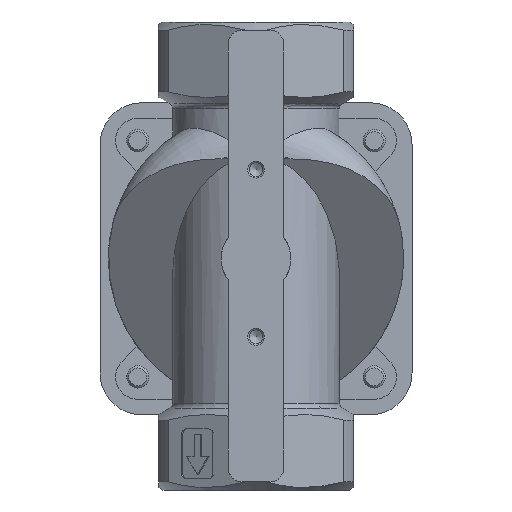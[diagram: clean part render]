
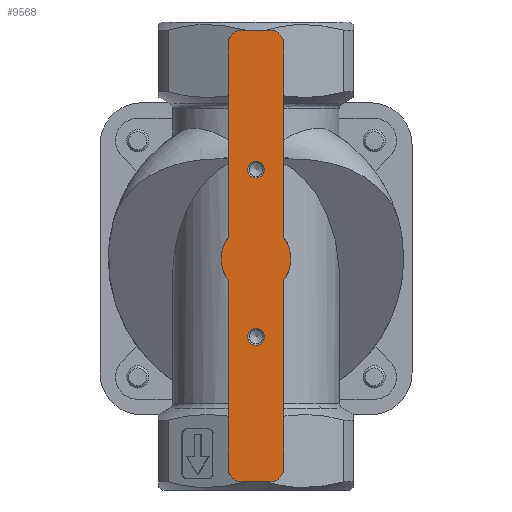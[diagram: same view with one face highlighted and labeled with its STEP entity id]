
A CAD part, front view. The second image highlights one B-rep face of the part: STEP entity #9568.
In plain terms, the highlighted planar face has unit normal (0, -1, 0).
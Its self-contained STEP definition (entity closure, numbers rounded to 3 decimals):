
#475=LINE('',#16686,#1398);
#478=LINE('',#16692,#1401);
#480=LINE('',#16696,#1403);
#482=LINE('',#16702,#1405);
#485=LINE('',#16710,#1408);
#487=LINE('',#16716,#1410);
#1398=VECTOR('',#13457,1000.);
#1401=VECTOR('',#13462,1000.);
#1403=VECTOR('',#13466,1000.);
#1405=VECTOR('',#13474,1000.);
#1408=VECTOR('',#13483,1000.);
#1410=VECTOR('',#13491,1000.);
#2637=ORIENTED_EDGE('',*,*,#5249,.F.);
#2638=ORIENTED_EDGE('',*,*,#5250,.F.);
#2639=ORIENTED_EDGE('',*,*,#5236,.F.);
#2640=ORIENTED_EDGE('',*,*,#5238,.F.);
#2641=ORIENTED_EDGE('',*,*,#5243,.F.);
#2642=ORIENTED_EDGE('',*,*,#5241,.F.);
#2643=ORIENTED_EDGE('',*,*,#5239,.F.);
#2644=ORIENTED_EDGE('',*,*,#5229,.F.);
#2645=ORIENTED_EDGE('',*,*,#5234,.F.);
#2646=ORIENTED_EDGE('',*,*,#5248,.F.);
#2647=ORIENTED_EDGE('',*,*,#5246,.F.);
#2648=ORIENTED_EDGE('',*,*,#5245,.F.);
#2649=ORIENTED_EDGE('',*,*,#5231,.F.);
#2650=ORIENTED_EDGE('',*,*,#5226,.F.);
#5226=EDGE_CURVE('',#6551,#6552,#7363,.T.);
#5229=EDGE_CURVE('',#6553,#6554,#7364,.T.);
#5231=EDGE_CURVE('',#6552,#6555,#475,.T.);
#5234=EDGE_CURVE('',#6556,#6553,#478,.T.);
#5236=EDGE_CURVE('',#6557,#6551,#480,.T.);
#5238=EDGE_CURVE('',#6558,#6557,#7365,.T.);
#5239=EDGE_CURVE('',#6554,#6559,#482,.T.);
#5241=EDGE_CURVE('',#6559,#6560,#7366,.T.);
#5243=EDGE_CURVE('',#6560,#6558,#485,.T.);
#5245=EDGE_CURVE('',#6555,#6561,#7367,.T.);
#5246=EDGE_CURVE('',#6561,#6562,#487,.T.);
#5248=EDGE_CURVE('',#6562,#6556,#7368,.T.);
#5249=EDGE_CURVE('',#6563,#6563,#7369,.T.);
#5250=EDGE_CURVE('',#6564,#6564,#7370,.T.);
#6551=VERTEX_POINT('',#16675);
#6552=VERTEX_POINT('',#16677);
#6553=VERTEX_POINT('',#16681);
#6554=VERTEX_POINT('',#16683);
#6555=VERTEX_POINT('',#16687);
#6556=VERTEX_POINT('',#16691);
#6557=VERTEX_POINT('',#16695);
#6558=VERTEX_POINT('',#16699);
#6559=VERTEX_POINT('',#16703);
#6560=VERTEX_POINT('',#16707);
#6561=VERTEX_POINT('',#16713);
#6562=VERTEX_POINT('',#16717);
#6563=VERTEX_POINT('',#16723);
#6564=VERTEX_POINT('',#16725);
#7363=CIRCLE('',#12204,12.5);
#7364=CIRCLE('',#12206,12.5);
#7365=CIRCLE('',#12211,5.);
#7366=CIRCLE('',#12214,5.);
#7367=CIRCLE('',#12217,5.);
#7368=CIRCLE('',#12220,5.);
#7369=CIRCLE('',#12222,3.);
#7370=CIRCLE('',#12223,3.);
#7707=EDGE_LOOP('',(#2637));
#7708=EDGE_LOOP('',(#2638));
#7709=EDGE_LOOP('',(#2639,#2640,#2641,#2642,#2643,#2644,#2645,#2646,#2647,
#2648,#2649,#2650));
#8441=FACE_BOUND('',#7707,.T.);
#8442=FACE_BOUND('',#7708,.T.);
#8443=FACE_BOUND('',#7709,.T.);
#9129=PLANE('',#12221);
#9568=ADVANCED_FACE('',(#8441,#8442,#8443),#9129,.F.);
#12204=AXIS2_PLACEMENT_3D('',#16676,#13446,#13447);
#12206=AXIS2_PLACEMENT_3D('',#16682,#13452,#13453);
#12211=AXIS2_PLACEMENT_3D('',#16700,#13470,#13471);
#12214=AXIS2_PLACEMENT_3D('',#16706,#13478,#13479);
#12217=AXIS2_PLACEMENT_3D('',#16714,#13487,#13488);
#12220=AXIS2_PLACEMENT_3D('',#16720,#13495,#13496);
#12221=AXIS2_PLACEMENT_3D('',#16721,#13497,#13498);
#12222=AXIS2_PLACEMENT_3D('',#16722,#13499,#13500);
#12223=AXIS2_PLACEMENT_3D('',#16724,#13501,#13502);
#13446=DIRECTION('',(0.,1.,0.));
#13447=DIRECTION('',(1.,0.,0.));
#13452=DIRECTION('',(0.,1.,0.));
#13453=DIRECTION('',(1.,0.,0.));
#13457=DIRECTION('',(0.,0.,1.));
#13462=DIRECTION('',(0.,0.,-1.));
#13466=DIRECTION('',(0.,0.,1.));
#13470=DIRECTION('',(0.,1.,0.));
#13471=DIRECTION('',(1.,0.,0.));
#13474=DIRECTION('',(0.,0.,-1.));
#13478=DIRECTION('',(0.,1.,0.));
#13479=DIRECTION('',(1.,0.,0.));
#13483=DIRECTION('',(-1.,0.,0.));
#13487=DIRECTION('',(0.,1.,0.));
#13488=DIRECTION('',(1.,0.,0.));
#13491=DIRECTION('',(1.,0.,0.));
#13495=DIRECTION('',(0.,1.,0.));
#13496=DIRECTION('',(1.,0.,0.));
#13497=DIRECTION('',(0.,1.,0.));
#13498=DIRECTION('',(0.,0.,1.));
#13499=DIRECTION('',(0.,-1.,0.));
#13500=DIRECTION('',(0.,0.,-1.));
#13501=DIRECTION('',(0.,-1.,0.));
#13502=DIRECTION('',(0.,0.,-1.));
#16675=CARTESIAN_POINT('',(-10.,-38.5,-8.5));
#16676=CARTESIAN_POINT('',(0.,-38.5,-1.));
#16677=CARTESIAN_POINT('',(-10.,-38.5,6.5));
#16681=CARTESIAN_POINT('',(10.,-38.5,6.5));
#16682=CARTESIAN_POINT('',(0.,-38.5,-1.));
#16683=CARTESIAN_POINT('',(10.,-38.5,-8.5));
#16686=CARTESIAN_POINT('',(-10.,-38.5,6.5));
#16687=CARTESIAN_POINT('',(-10.,-38.5,76.115));
#16691=CARTESIAN_POINT('',(10.,-38.5,76.115));
#16692=CARTESIAN_POINT('',(10.,-38.5,76.115));
#16695=CARTESIAN_POINT('',(-10.,-38.5,-76.115));
#16696=CARTESIAN_POINT('',(-10.,-38.5,-76.115));
#16699=CARTESIAN_POINT('',(-5.,-38.5,-81.115));
#16700=CARTESIAN_POINT('',(-5.,-38.5,-76.115));
#16702=CARTESIAN_POINT('',(10.,-38.5,-8.5));
#16703=CARTESIAN_POINT('',(10.,-38.5,-76.115));
#16706=CARTESIAN_POINT('',(5.,-38.5,-76.115));
#16707=CARTESIAN_POINT('',(5.,-38.5,-81.115));
#16710=CARTESIAN_POINT('',(5.,-38.5,-81.115));
#16713=CARTESIAN_POINT('',(-5.,-38.5,81.115));
#16714=CARTESIAN_POINT('',(-5.,-38.5,76.115));
#16716=CARTESIAN_POINT('',(-5.,-38.5,81.115));
#16717=CARTESIAN_POINT('',(5.,-38.5,81.115));
#16720=CARTESIAN_POINT('',(5.,-38.5,76.115));
#16721=CARTESIAN_POINT('',(0.,-38.5,-1.));
#16722=CARTESIAN_POINT('',(0.,-38.5,31.));
#16723=CARTESIAN_POINT('',(0.,-38.5,28.));
#16724=CARTESIAN_POINT('',(0.,-38.5,-29.));
#16725=CARTESIAN_POINT('',(0.,-38.5,-32.));
